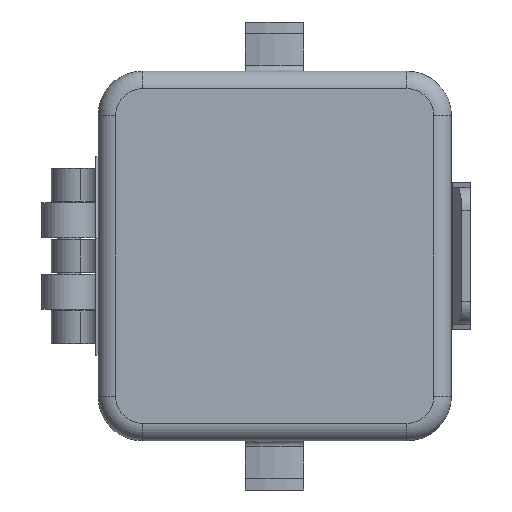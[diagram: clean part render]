
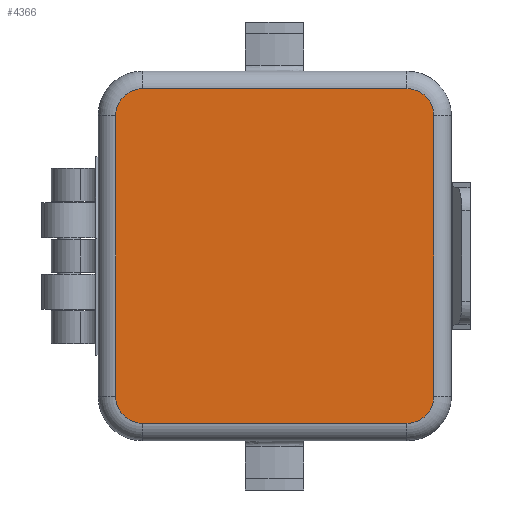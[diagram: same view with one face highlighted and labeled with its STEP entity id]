
A CAD part, front view. The second image highlights one B-rep face of the part: STEP entity #4366.
In plain terms, the highlighted planar face has unit normal (0, -1, 0).
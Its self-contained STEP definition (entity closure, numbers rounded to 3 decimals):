
#523 = DIRECTION ( 'NONE',  ( 0., -1., 0. ) ) ;
#914 = AXIS2_PLACEMENT_3D ( 'NONE', #4264, #5843, #5027 ) ;
#1066 = CARTESIAN_POINT ( 'NONE',  ( -21.139, -10.118, -14.38 ) ) ;
#1158 = VERTEX_POINT ( 'NONE', #10229 ) ;
#1177 = DIRECTION ( 'NONE',  ( 0., 0., 1. ) ) ;
#1186 = ORIENTED_EDGE ( 'NONE', *, *, #3419, .T. ) ;
#1354 = AXIS2_PLACEMENT_3D ( 'NONE', #7328, #4811, #9823 ) ;
#1433 = VERTEX_POINT ( 'NONE', #2490 ) ;
#1471 = EDGE_CURVE ( 'NONE', #7048, #1433, #1785, .T. ) ;
#1674 = CARTESIAN_POINT ( 'NONE',  ( 3.761, -10.118, 15.72 ) ) ;
#1785 = LINE ( 'NONE', #1674, #2719 ) ;
#1950 = DIRECTION ( 'NONE',  ( -1., 0., 0. ) ) ;
#2304 = ORIENTED_EDGE ( 'NONE', *, *, #6855, .T. ) ;
#2490 = CARTESIAN_POINT ( 'NONE',  ( 3.761, -10.118, 11.92 ) ) ;
#2569 = EDGE_CURVE ( 'NONE', #1158, #8000, #4097, .T. ) ;
#2715 = VERTEX_POINT ( 'NONE', #1066 ) ;
#2719 = VECTOR ( 'NONE', #5105, 1000. ) ;
#2734 = VECTOR ( 'NONE', #1950, 1000. ) ;
#2753 = EDGE_CURVE ( 'NONE', #8000, #4880, #8658, .T. ) ;
#2822 = EDGE_CURVE ( 'NONE', #4880, #7353, #4670, .T. ) ;
#2940 = ORIENTED_EDGE ( 'NONE', *, *, #2569, .T. ) ;
#2998 = DIRECTION ( 'NONE',  ( 0., -1., 0. ) ) ;
#3419 = EDGE_CURVE ( 'NONE', #7353, #2715, #4754, .T. ) ;
#3637 = CARTESIAN_POINT ( 'NONE',  ( -21.139, -10.118, 11.92 ) ) ;
#3713 = LINE ( 'NONE', #7854, #9530 ) ;
#3855 = CARTESIAN_POINT ( 'NONE',  ( -23.439, -10.118, 15.72 ) ) ;
#4097 = LINE ( 'NONE', #8475, #2734 ) ;
#4141 = AXIS2_PLACEMENT_3D ( 'NONE', #3637, #523, #1177 ) ;
#4264 = CARTESIAN_POINT ( 'NONE',  ( -21.139, -10.118, -12.08 ) ) ;
#4314 = CIRCLE ( 'NONE', #1354, 2.3 ) ;
#4366 = ADVANCED_FACE ( 'NONE', ( #5275 ), #10167, .F. ) ;
#4615 = EDGE_CURVE ( 'NONE', #8863, #7048, #6344, .T. ) ;
#4670 = LINE ( 'NONE', #3855, #5817 ) ;
#4754 = CIRCLE ( 'NONE', #914, 2.3 ) ;
#4811 = DIRECTION ( 'NONE',  ( 0., -1., 0. ) ) ;
#4880 = VERTEX_POINT ( 'NONE', #5810 ) ;
#4924 = ORIENTED_EDGE ( 'NONE', *, *, #2753, .T. ) ;
#5027 = DIRECTION ( 'NONE',  ( 0., 0., 1. ) ) ;
#5105 = DIRECTION ( 'NONE',  ( 0., 0., 1. ) ) ;
#5275 = FACE_OUTER_BOUND ( 'NONE', #9114, .T. ) ;
#5786 = CARTESIAN_POINT ( 'NONE',  ( 3.761, -10.118, -12.08 ) ) ;
#5810 = CARTESIAN_POINT ( 'NONE',  ( -23.439, -10.118, 11.92 ) ) ;
#5817 = VECTOR ( 'NONE', #7185, 1000. ) ;
#5843 = DIRECTION ( 'NONE',  ( 0., -1., 0. ) ) ;
#6330 = DIRECTION ( 'NONE',  ( 0., 0., 1. ) ) ;
#6344 = CIRCLE ( 'NONE', #7696, 2.3 ) ;
#6855 = EDGE_CURVE ( 'NONE', #1433, #1158, #4314, .T. ) ;
#7048 = VERTEX_POINT ( 'NONE', #5786 ) ;
#7084 = ORIENTED_EDGE ( 'NONE', *, *, #1471, .T. ) ;
#7150 = EDGE_CURVE ( 'NONE', #2715, #8863, #3713, .T. ) ;
#7185 = DIRECTION ( 'NONE',  ( 0., 0., -1. ) ) ;
#7328 = CARTESIAN_POINT ( 'NONE',  ( 1.461, -10.118, 11.92 ) ) ;
#7353 = VERTEX_POINT ( 'NONE', #9259 ) ;
#7665 = CARTESIAN_POINT ( 'NONE',  ( -21.139, -10.118, 14.22 ) ) ;
#7696 = AXIS2_PLACEMENT_3D ( 'NONE', #10521, #2998, #6330 ) ;
#7854 = CARTESIAN_POINT ( 'NONE',  ( 5.261, -10.118, -14.38 ) ) ;
#8000 = VERTEX_POINT ( 'NONE', #7665 ) ;
#8475 = CARTESIAN_POINT ( 'NONE',  ( 5.261, -10.118, 14.22 ) ) ;
#8646 = DIRECTION ( 'NONE',  ( 0., 1., 0. ) ) ;
#8658 = CIRCLE ( 'NONE', #4141, 2.3 ) ;
#8863 = VERTEX_POINT ( 'NONE', #10117 ) ;
#9073 = ORIENTED_EDGE ( 'NONE', *, *, #7150, .T. ) ;
#9075 = ORIENTED_EDGE ( 'NONE', *, *, #4615, .T. ) ;
#9114 = EDGE_LOOP ( 'NONE', ( #9075, #7084, #2304, #2940, #4924, #9854, #1186, #9073 ) ) ;
#9259 = CARTESIAN_POINT ( 'NONE',  ( -23.439, -10.118, -12.08 ) ) ;
#9305 = DIRECTION ( 'NONE',  ( 1., 0., 0. ) ) ;
#9530 = VECTOR ( 'NONE', #10349, 1000. ) ;
#9823 = DIRECTION ( 'NONE',  ( 0., 0., 1. ) ) ;
#9854 = ORIENTED_EDGE ( 'NONE', *, *, #2822, .T. ) ;
#10117 = CARTESIAN_POINT ( 'NONE',  ( 1.461, -10.118, -14.38 ) ) ;
#10167 = PLANE ( 'NONE',  #10512 ) ;
#10229 = CARTESIAN_POINT ( 'NONE',  ( 1.461, -10.118, 14.22 ) ) ;
#10278 = CARTESIAN_POINT ( 'NONE',  ( 5.261, -10.118, 15.72 ) ) ;
#10349 = DIRECTION ( 'NONE',  ( 1., 0., 0. ) ) ;
#10512 = AXIS2_PLACEMENT_3D ( 'NONE', #10278, #8646, #9305 ) ;
#10521 = CARTESIAN_POINT ( 'NONE',  ( 1.461, -10.118, -12.08 ) ) ;
